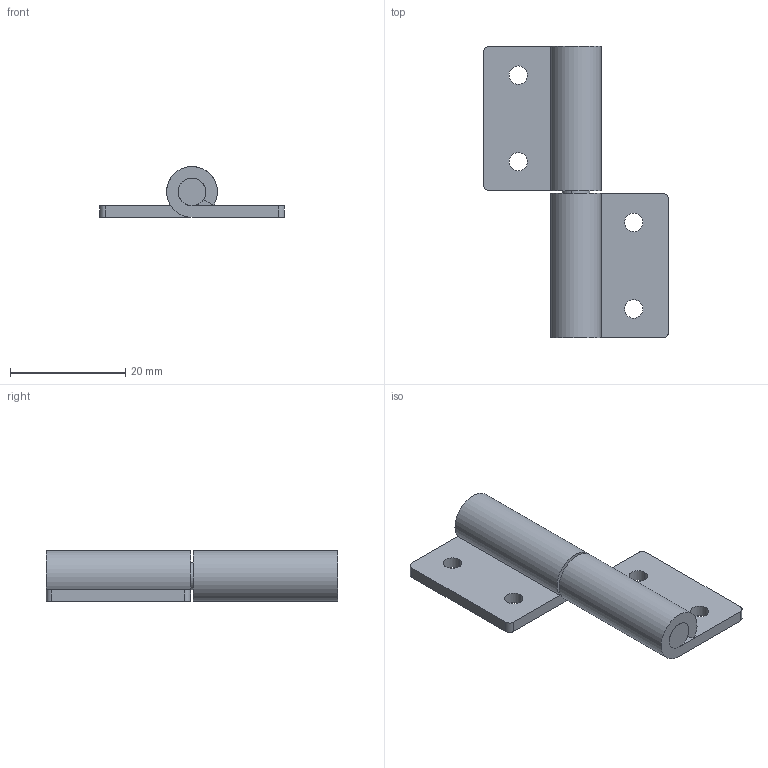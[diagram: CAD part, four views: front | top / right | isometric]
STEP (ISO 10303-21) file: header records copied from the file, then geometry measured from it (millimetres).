
FILE_DESCRIPTION(/* description */ (''),/* implementation_level */ '2;1');
FILE_NAME(/* name */ 'JL055',/* time_stamp */ '2025-10-11T10:25:53+08:00',/* author */ (''),/* organization */ (''),/* preprocessor_version */ 'ST-DEVELOPER v19.2',/* originating_system */ 'Rhino 8.5',/* authorisation */ '');
FILE_SCHEMA (('CONFIG_CONTROL_DESIGN'));
Length unit declared in the file: millimetre
Products named in the file (1): Document
Bounding box: 32 x 50.5 x 8.79 mm (x, y, z)
Volume: 4241.7 mm3; surface area: 4674.1 mm2
Topology: 3 solids, 3 shells, 32 faces, 78 edges, 52 vertices
Faces by surface type: cylinder 18, plane 14
Entity records: 1078 total; most frequent: CARTESIAN_POINT 278, ORIENTED_EDGE 156, DIRECTION 108, EDGE_CURVE 78, AXIS2_PLACEMENT_3D 70, VERTEX_POINT 52, EDGE_LOOP 40, TRIMMED_CURVE 36
